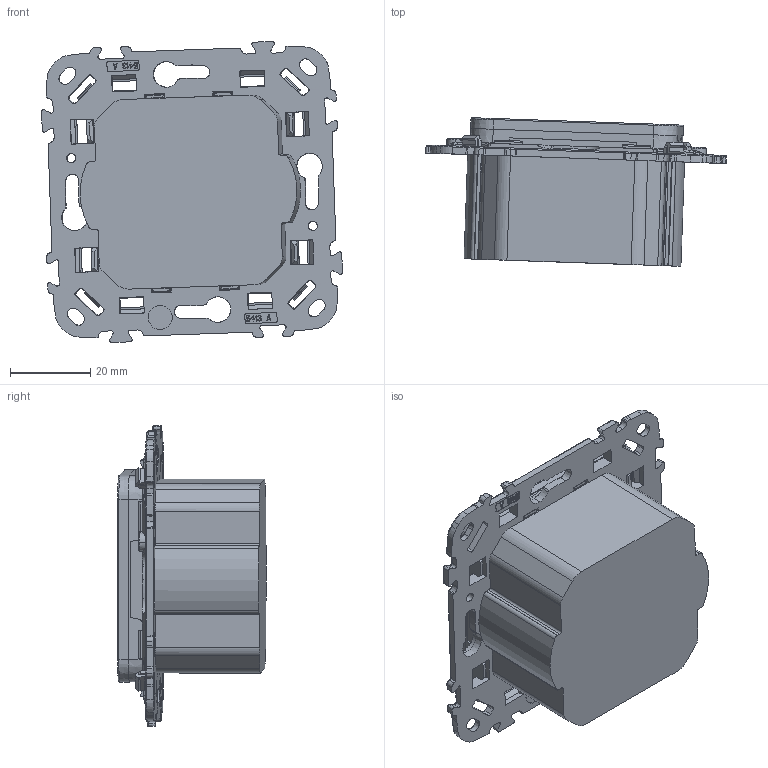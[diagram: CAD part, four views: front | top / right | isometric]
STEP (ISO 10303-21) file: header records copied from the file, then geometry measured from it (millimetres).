
FILE_DESCRIPTION (( 'STEP AP214' ), '1' );
FILE_NAME ('s86_hdmi_asm 1.STEP', '2025-03-25T12:52:19', ( '' ), ( '' ), 'SwSTEP 2.0', 'SolidWorks 2022', '' );
FILE_SCHEMA (( 'AUTOMOTIVE_DESIGN' ));
Length unit declared in the file: millimetre
Products named in the file (1): s86_hdmi_asm 1
Bounding box: 75 x 37.01 x 75.04 mm (x, y, z)
Volume: 85171.2 mm3; surface area: 18926.4 mm2
Topology: 1 solids, 1 shells, 1713 faces, 4774 edges, 3044 vertices
Faces by surface type: plane 1021, cylinder 292, cone 245, torus 109, bspline 46
Entity records: 56521 total; most frequent: CARTESIAN_POINT 12644, ORIENTED_EDGE 9516, DIRECTION 8775, EDGE_CURVE 4758, LINE 3373, VECTOR 3373, VERTEX_POINT 3044, AXIS2_PLACEMENT_3D 2701
